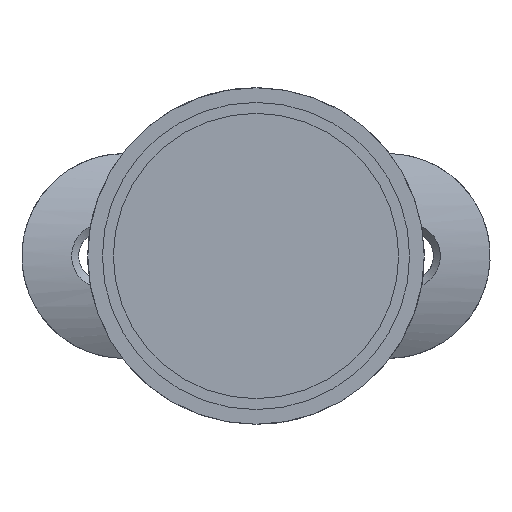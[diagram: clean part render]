
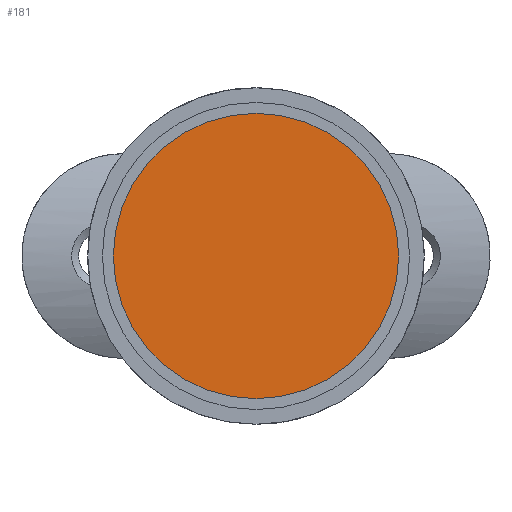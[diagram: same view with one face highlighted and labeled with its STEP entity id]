
A CAD part, left-side view. The second image highlights one B-rep face of the part: STEP entity #181.
In plain terms, the highlighted planar face has unit normal (-1, 0, 0).
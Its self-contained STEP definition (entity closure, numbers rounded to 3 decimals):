
#79=CIRCLE('',#796,19.5);
#112=PLANE('',#797);
#136=FACE_OUTER_BOUND('',#401,.T.);
#181=ADVANCED_FACE('',(#136),#112,.F.);
#401=EDGE_LOOP('',(#567));
#567=ORIENTED_EDGE('',*,*,#717,.F.);
#634=VERTEX_POINT('',#3830);
#717=EDGE_CURVE('',#634,#634,#79,.T.);
#796=AXIS2_PLACEMENT_3D('',#3829,#955,#956);
#797=AXIS2_PLACEMENT_3D('',#3831,#957,#958);
#955=DIRECTION('',(1.,0.,0.));
#956=DIRECTION('',(0.,0.,-1.));
#957=DIRECTION('',(1.,0.,0.));
#958=DIRECTION('',(0.,0.,-1.));
#3829=CARTESIAN_POINT('',(10.,0.,0.));
#3830=CARTESIAN_POINT('',(10.,0.,-19.5));
#3831=CARTESIAN_POINT('',(10.,0.,0.));
